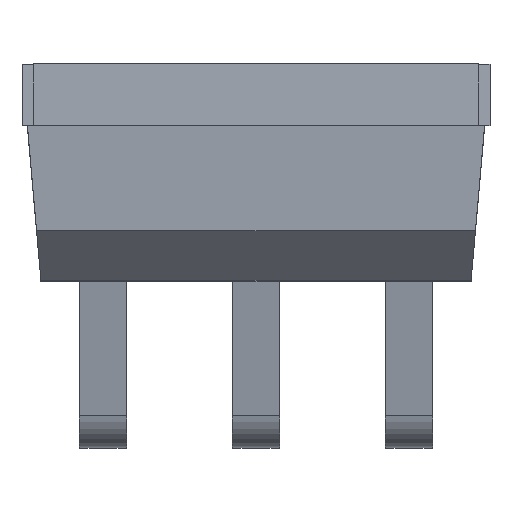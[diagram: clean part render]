
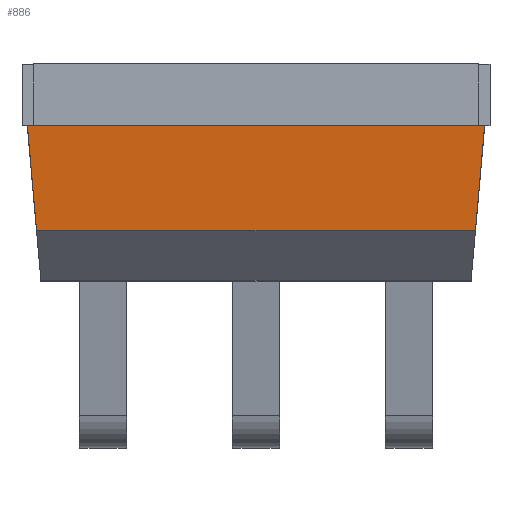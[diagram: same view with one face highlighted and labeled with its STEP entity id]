
A CAD part, top view. The second image highlights one B-rep face of the part: STEP entity #886.
In plain terms, the highlighted planar face has unit normal (0, -0.087, 0.996).
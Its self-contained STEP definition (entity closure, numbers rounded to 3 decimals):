
#886=ADVANCED_FACE('',(#2390),#2392,.F.);
#2390=FACE_BOUND('',#2391,.T.);
#2391=EDGE_LOOP('',(#3542,#3543,#3544,#3545,#3546,#3547));
#2392=PLANE('',#2393);
#2393=AXIS2_PLACEMENT_3D('',#2394,#2395,#2396);
#2394=CARTESIAN_POINT('',(5.545,6.905,15.15));
#2395=DIRECTION('',(0.,0.087,-0.996));
#2396=DIRECTION('',(0.,-0.996,-0.087));
#3542=ORIENTED_EDGE('',*,*,#4311,.F.);
#3543=ORIENTED_EDGE('',*,*,#4293,.T.);
#3544=ORIENTED_EDGE('',*,*,#4312,.T.);
#3545=ORIENTED_EDGE('',*,*,#4313,.F.);
#3546=ORIENTED_EDGE('',*,*,#4314,.T.);
#3547=ORIENTED_EDGE('',*,*,#4270,.T.);
#4270=EDGE_CURVE('',#4920,#4918,#4921,.T.);
#4293=EDGE_CURVE('',#4963,#4961,#4964,.T.);
#4311=EDGE_CURVE('',#4963,#4918,#4990,.T.);
#4312=EDGE_CURVE('',#4961,#4991,#4992,.T.);
#4313=EDGE_CURVE('',#4993,#4991,#4994,.F.);
#4314=EDGE_CURVE('',#4993,#4920,#4995,.T.);
#4918=VERTEX_POINT('',#6155);
#4920=VERTEX_POINT('',#6159);
#4921=LINE('',#6160,#6161);
#4961=VERTEX_POINT('',#6252);
#4963=VERTEX_POINT('',#6256);
#4964=LINE('',#6257,#6258);
#4990=LINE('',#6328,#6329);
#4991=VERTEX_POINT('',#6331);
#4992=LINE('',#6332,#6333);
#4993=VERTEX_POINT('',#6335);
#4994=LINE('',#6336,#6337);
#4995=LINE('',#6339,#6340);
#6155=CARTESIAN_POINT('',(-4.876,4.571,14.946));
#6159=CARTESIAN_POINT('',(-5.08,6.905,15.15));
#6160=CARTESIAN_POINT('',(-5.08,6.905,15.15));
#6161=VECTOR('',#6162,1.);
#6162=DIRECTION('',(0.087,-0.992,-0.087));
#6252=CARTESIAN_POINT('',(5.08,6.905,15.15));
#6256=CARTESIAN_POINT('',(4.876,4.571,14.946));
#6257=CARTESIAN_POINT('',(4.876,4.571,14.946));
#6258=VECTOR('',#6259,1.);
#6259=DIRECTION('',(0.087,0.992,0.087));
#6328=CARTESIAN_POINT('',(4.876,4.571,14.946));
#6329=VECTOR('',#6330,1.);
#6330=DIRECTION('',(-1.,0.,0.));
#6331=CARTESIAN_POINT('',(2.85,6.905,15.15));
#6332=CARTESIAN_POINT('',(5.08,6.905,15.15));
#6333=VECTOR('',#6334,1.);
#6334=DIRECTION('',(-1.,0.,0.));
#6335=CARTESIAN_POINT('',(-2.85,6.905,15.15));
#6336=CARTESIAN_POINT('',(2.85,6.905,15.15));
#6337=VECTOR('',#6338,1.);
#6338=DIRECTION('',(-1.,0.,0.));
#6339=CARTESIAN_POINT('',(-2.85,6.905,15.15));
#6340=VECTOR('',#6341,1.);
#6341=DIRECTION('',(-1.,0.,0.));
